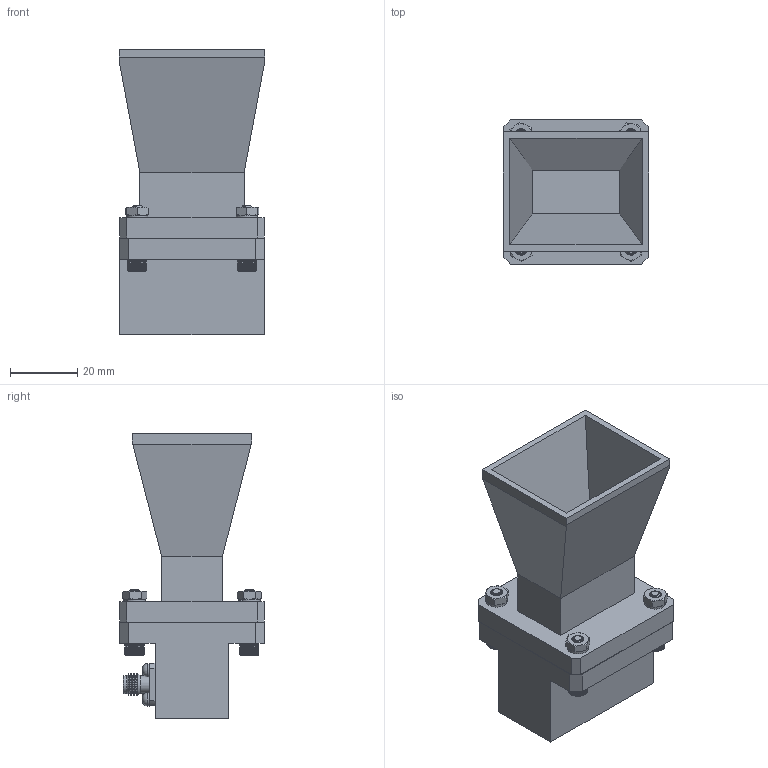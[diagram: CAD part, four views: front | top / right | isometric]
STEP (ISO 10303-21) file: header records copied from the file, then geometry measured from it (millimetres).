
FILE_DESCRIPTION (( 'STEP AP214' ), '1' );
FILE_NAME ('PEWAN102-10SF_3D.STEP', '2022-01-25T16:58:27', ( '' ), ( '' ), 'SwSTEP 2.0', 'SolidWorks 2021', '' );
FILE_SCHEMA (( 'AUTOMOTIVE_DESIGN' ));
Length unit declared in the file: inch
Products named in the file (6): 6-32HN-NARROW_90730A007; 6-32SH-HXx.625_92196A150; PE9805; 6-LW; PEWAN102-10SF_3D; PEWAN102-10
Assembly tree (14 placements, depth 2):
  PEWAN102-10SF_3D
    6-32HN-NARROW_90730A007  x4
    6-32SH-HXx.625_92196A150  x4
    6-LW  x4
    PE9805
    PEWAN102-10
Bounding box: 43.27 x 42.88 x 84.7 mm (x, y, z)
Volume: 47873.4 mm3; surface area: 28933.4 mm2
Topology: 14 solids, 19 shells, 1116 faces, 2563 edges, 1501 vertices
Faces by surface type: plane 696, cone 348, cylinder 47, bspline 20, torus 5
Full cylindrical faces by diameter (mm): 1 x1, 1.259 x4, 1.3 x1, 3.2 x1, 3.974 x4, 4.3 x1, 4.318 x4, 4.35 x4, 4.6 x1, 5.257 x1, 5.338 x1
Entity records: 14722 total; most frequent: CARTESIAN_POINT 5766, ORIENTED_EDGE 1822, DIRECTION 1606, EDGE_CURVE 911, AXIS2_PLACEMENT_3D 605, VERTEX_POINT 577, EDGE_LOOP 494, FACE_OUTER_BOUND 442
